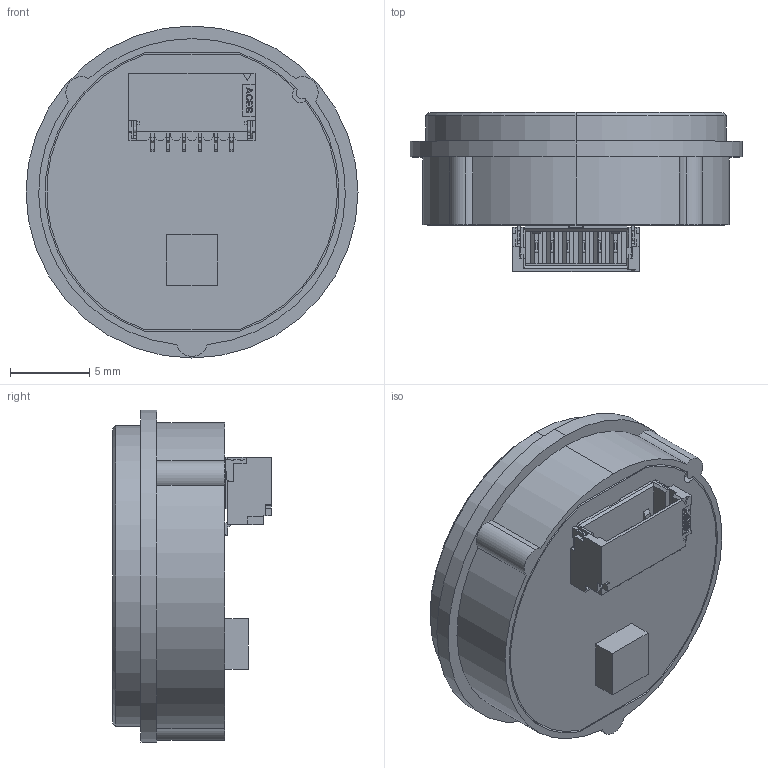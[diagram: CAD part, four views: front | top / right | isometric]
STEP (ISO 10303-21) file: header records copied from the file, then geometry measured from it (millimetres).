
FILE_DESCRIPTION (( 'STEP AP203' ), '1' );
FILE_NAME ('NUCL1633K1_20220509_C.STEP', '2022-05-09T07:46:19', ( '' ), ( '' ), 'SwSTEP 2.0', 'SolidWorks 2020', '' );
FILE_SCHEMA (( 'CONFIG_CONTROL_DESIGN' ));
Length unit declared in the file: millimetre
Products named in the file (1): NUCL1633K1_20220509_C
Bounding box: 21 x 10.05 x 21 mm (x, y, z)
Surface area: 1666.2 mm2 (no closed solid volume)
Topology: 0 solids, 4 shells, 349 faces, 1591 edges, 1194 vertices
Faces by surface type: plane 290, cylinder 55, cone 4
Entity records: 15832 total; most frequent: CARTESIAN_POINT 3231, ORIENTED_EDGE 2411, DIRECTION 2393, EDGE_CURVE 1591, VECTOR 1425, LINE 1425, VERTEX_POINT 1194, AXIS2_PLACEMENT_3D 484
